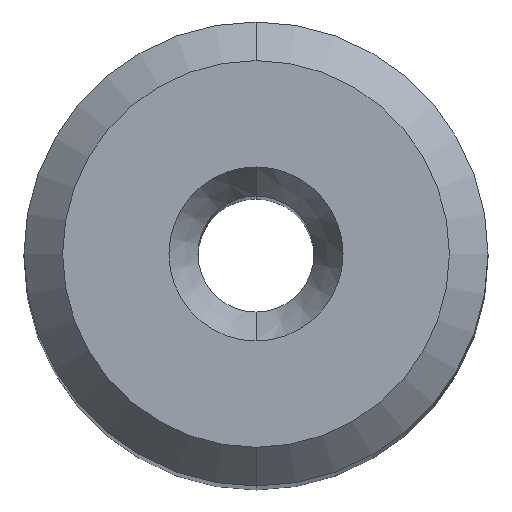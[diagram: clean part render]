
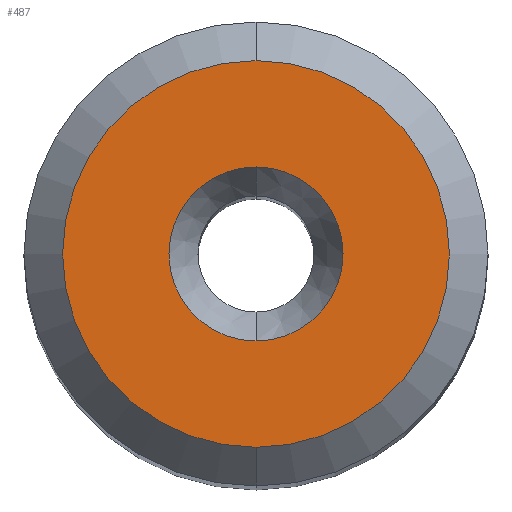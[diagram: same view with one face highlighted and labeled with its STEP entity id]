
A CAD part, top view. The second image highlights one B-rep face of the part: STEP entity #487.
In plain terms, the highlighted planar face has unit normal (0, 0, 1).
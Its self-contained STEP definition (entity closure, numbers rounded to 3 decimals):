
#124=CARTESIAN_POINT('',(0.,0.,0.));
#125=DIRECTION('',(0.,0.,-1.));
#126=DIRECTION('',(0.,1.,0.));
#127=AXIS2_PLACEMENT_3D('',#124,#125,#126);
#132=CARTESIAN_POINT('',(0.,0.,0.));
#133=DIRECTION('',(0.,0.,-1.));
#134=DIRECTION('',(0.,-1.,0.));
#135=AXIS2_PLACEMENT_3D('',#132,#133,#134);
#140=CARTESIAN_POINT('',(0.,0.,0.));
#141=DIRECTION('',(0.,0.,1.));
#142=DIRECTION('',(0.,-1.,0.));
#143=AXIS2_PLACEMENT_3D('',#140,#141,#142);
#148=CARTESIAN_POINT('',(0.,0.,0.));
#149=DIRECTION('',(0.,0.,1.));
#150=DIRECTION('',(0.,1.,0.));
#151=AXIS2_PLACEMENT_3D('',#148,#149,#150);
#338=CARTESIAN_POINT('',(0.,5.,0.));
#339=VERTEX_POINT('',#338);
#340=CARTESIAN_POINT('',(0.,-5.,0.));
#341=VERTEX_POINT('',#340);
#342=CARTESIAN_POINT('',(0.,-2.25,0.));
#343=CARTESIAN_POINT('',(0.,2.25,0.));
#344=VERTEX_POINT('',#342);
#345=VERTEX_POINT('',#343);
#472=CARTESIAN_POINT('',(0.,0.,0.));
#473=DIRECTION('',(0.,0.,1.));
#474=DIRECTION('',(0.,-1.,0.));
#475=AXIS2_PLACEMENT_3D('',#472,#473,#474);
#476=PLANE('',#475);
#477=ORIENTED_EDGE('',*,*,#454,.T.);
#478=ORIENTED_EDGE('',*,*,#439,.T.);
#479=EDGE_LOOP('',(#477,#478));
#480=FACE_OUTER_BOUND('',#479,.F.);
#482=ORIENTED_EDGE('',*,*,#481,.T.);
#484=ORIENTED_EDGE('',*,*,#483,.T.);
#485=EDGE_LOOP('',(#482,#484));
#486=FACE_BOUND('',#485,.F.);
#128=CIRCLE('',#127,5.);
#136=CIRCLE('',#135,5.);
#144=CIRCLE('',#143,2.25);
#152=CIRCLE('',#151,2.25);
#439=EDGE_CURVE('',#341,#339,#136,.T.);
#454=EDGE_CURVE('',#339,#341,#128,.T.);
#481=EDGE_CURVE('',#344,#345,#144,.T.);
#483=EDGE_CURVE('',#345,#344,#152,.T.);
#487=ADVANCED_FACE('',(#480,#486),#476,.T.);
